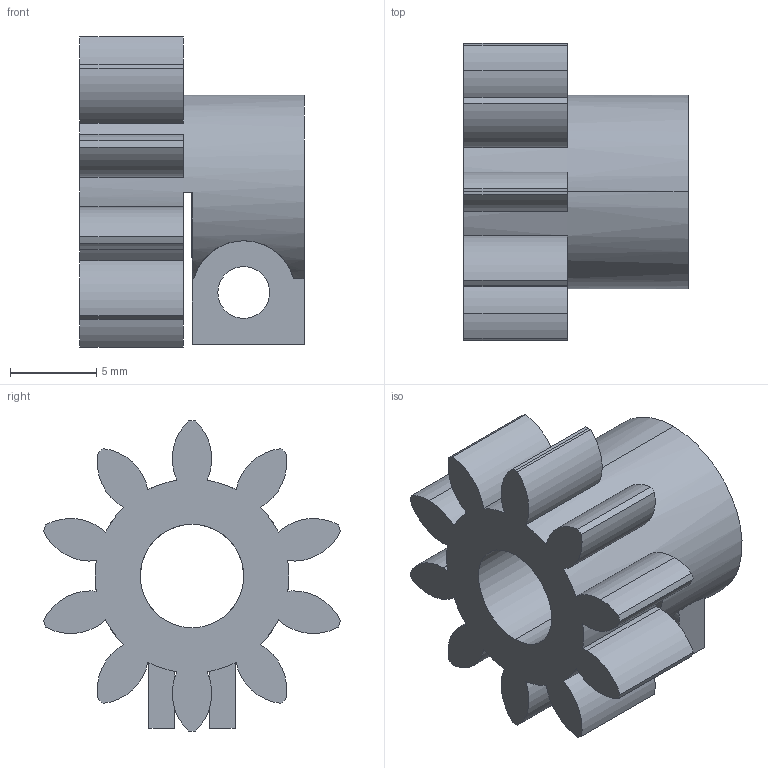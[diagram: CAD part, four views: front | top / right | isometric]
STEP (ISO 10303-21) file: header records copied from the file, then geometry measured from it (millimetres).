
FILE_DESCRIPTION (( 'STEP AP214' ), '1' );
FILE_NAME ('pinion_0.STEP', '2021-05-31T22:45:51', ( '' ), ( '' ), 'SwSTEP 2.0', 'SolidWorks 2021', '' );
FILE_SCHEMA (( 'AUTOMOTIVE_DESIGN' ));
Length unit declared in the file: millimetre
Products named in the file (1): pinion_0
Bounding box: 13 x 17.23 x 18 mm (x, y, z)
Volume: 1273.1 mm3; surface area: 1526 mm2
Topology: 1 solids, 1 shells, 68 faces, 201 edges, 134 vertices
Faces by surface type: cylinder 50, plane 18
Entity records: 2439 total; most frequent: CARTESIAN_POINT 463, DIRECTION 451, ORIENTED_EDGE 402, EDGE_CURVE 201, AXIS2_PLACEMENT_3D 184, VERTEX_POINT 134, CIRCLE 115, LINE 83
